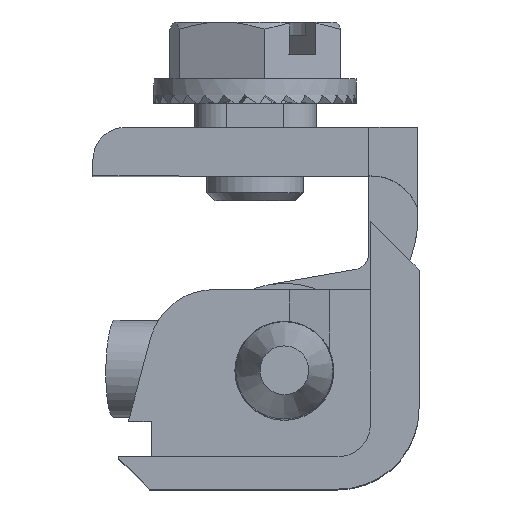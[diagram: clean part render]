
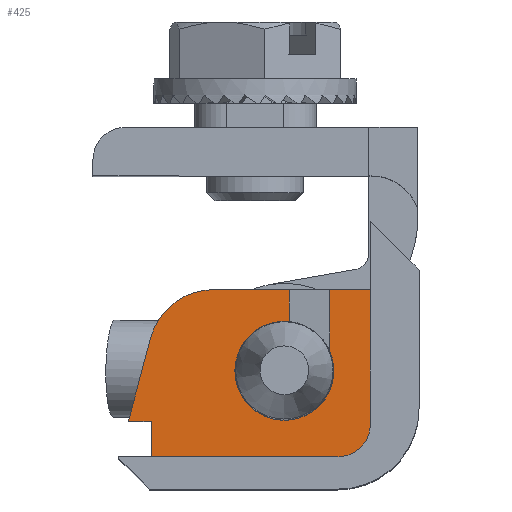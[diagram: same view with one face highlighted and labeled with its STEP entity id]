
A CAD part, top view. The second image highlights one B-rep face of the part: STEP entity #425.
In plain terms, the highlighted planar face has unit normal (0, 0, 1).
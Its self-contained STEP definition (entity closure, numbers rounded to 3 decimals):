
#425 = ADVANCED_FACE( '', ( #893 ), #894, .T. );
#893 = FACE_OUTER_BOUND( '', #1519, .T. );
#894 = PLANE( '', #1520 );
#1519 = EDGE_LOOP( '', ( #3309, #3310, #3311, #3312, #3313, #3314, #3315, #3316, #3317, #3318, #3319, #3320 ) );
#1520 = AXIS2_PLACEMENT_3D( '', #3321, #3322, #3323 );
#3309 = ORIENTED_EDGE( '', *, *, #4177, .F. );
#3310 = ORIENTED_EDGE( '', *, *, #4178, .T. );
#3311 = ORIENTED_EDGE( '', *, *, #4179, .T. );
#3312 = ORIENTED_EDGE( '', *, *, #4180, .T. );
#3313 = ORIENTED_EDGE( '', *, *, #4181, .F. );
#3314 = ORIENTED_EDGE( '', *, *, #4182, .T. );
#3315 = ORIENTED_EDGE( '', *, *, #4183, .F. );
#3316 = ORIENTED_EDGE( '', *, *, #4184, .F. );
#3317 = ORIENTED_EDGE( '', *, *, #4185, .F. );
#3318 = ORIENTED_EDGE( '', *, *, #4186, .F. );
#3319 = ORIENTED_EDGE( '', *, *, #4187, .T. );
#3320 = ORIENTED_EDGE( '', *, *, #4188, .F. );
#3321 = CARTESIAN_POINT( '', ( 6.182, -3.434, -4.25 ) );
#3322 = DIRECTION( '', ( 0., 0., 1. ) );
#3323 = DIRECTION( '', ( 0.966, -0.259, 0. ) );
#4177 = EDGE_CURVE( '', #5216, #5217, #5218, .T. );
#4178 = EDGE_CURVE( '', #5216, #5219, #5220, .T. );
#4179 = EDGE_CURVE( '', #5219, #5221, #5222, .F. );
#4180 = EDGE_CURVE( '', #5221, #5223, #5224, .T. );
#4181 = EDGE_CURVE( '', #5225, #5223, #5226, .T. );
#4182 = EDGE_CURVE( '', #5225, #5227, #5228, .T. );
#4183 = EDGE_CURVE( '', #5229, #5227, #5230, .T. );
#4184 = EDGE_CURVE( '', #5231, #5229, #5232, .T. );
#4185 = EDGE_CURVE( '', #5233, #5231, #5234, .T. );
#4186 = EDGE_CURVE( '', #5235, #5233, #5236, .T. );
#4187 = EDGE_CURVE( '', #5235, #5237, #5238, .T. );
#4188 = EDGE_CURVE( '', #5217, #5237, #5239, .T. );
#5216 = VERTEX_POINT( '', #6913 );
#5217 = VERTEX_POINT( '', #6914 );
#5218 = LINE( '', #6915, #6916 );
#5219 = VERTEX_POINT( '', #6917 );
#5220 = LINE( '', #6918, #6919 );
#5221 = VERTEX_POINT( '', #6920 );
#5222 = CIRCLE( '', #6921, 3.05 );
#5223 = VERTEX_POINT( '', #6922 );
#5224 = LINE( '', #6923, #6924 );
#5225 = VERTEX_POINT( '', #6925 );
#5226 = LINE( '', #6926, #6927 );
#5227 = VERTEX_POINT( '', #6928 );
#5228 = CIRCLE( '', #6929, 4. );
#5229 = VERTEX_POINT( '', #6930 );
#5230 = LINE( '', #6931, #6932 );
#5231 = VERTEX_POINT( '', #6933 );
#5232 = LINE( '', #6934, #6935 );
#5233 = VERTEX_POINT( '', #6936 );
#5234 = LINE( '', #6937, #6938 );
#5235 = VERTEX_POINT( '', #6939 );
#5236 = LINE( '', #6940, #6941 );
#5237 = VERTEX_POINT( '', #6942 );
#5238 = CIRCLE( '', #6943, 2. );
#5239 = LINE( '', #6944, #6945 );
#6913 = CARTESIAN_POINT( '', ( 3.682, 4.666, -4.25 ) );
#6914 = CARTESIAN_POINT( '', ( 6.182, 4.666, -4.25 ) );
#6915 = CARTESIAN_POINT( '', ( -6.558, 4.666, -4.25 ) );
#6916 = VECTOR( '', #7952, 1000. );
#6917 = CARTESIAN_POINT( '', ( 3.682, 0.875, -4.25 ) );
#6918 = CARTESIAN_POINT( '', ( 3.682, 4.166, -4.25 ) );
#6919 = VECTOR( '', #7953, 1000. );
#6920 = CARTESIAN_POINT( '', ( 1.182, 2.701, -4.25 ) );
#6921 = AXIS2_PLACEMENT_3D( '', #7954, #7955, #7956 );
#6922 = CARTESIAN_POINT( '', ( 1.182, 4.666, -4.25 ) );
#6923 = CARTESIAN_POINT( '', ( 1.182, 2.209, -4.25 ) );
#6924 = VECTOR( '', #7957, 1000. );
#6925 = CARTESIAN_POINT( '', ( -3.489, 4.666, -4.25 ) );
#6926 = CARTESIAN_POINT( '', ( -6.558, 4.666, -4.25 ) );
#6927 = VECTOR( '', #7958, 1000. );
#6928 = CARTESIAN_POINT( '', ( -7.353, 1.701, -4.25 ) );
#6929 = AXIS2_PLACEMENT_3D( '', #7959, #7960, #7961 );
#6930 = CARTESIAN_POINT( '', ( -8.729, -3.434, -4.25 ) );
#6931 = CARTESIAN_POINT( '', ( -8.729, -3.434, -4.25 ) );
#6932 = VECTOR( '', #7962, 1000. );
#6933 = CARTESIAN_POINT( '', ( -7.318, -3.434, -4.25 ) );
#6934 = CARTESIAN_POINT( '', ( -7.318, -3.434, -4.25 ) );
#6935 = VECTOR( '', #7963, 1000. );
#6936 = CARTESIAN_POINT( '', ( -7.318, -5.634, -4.25 ) );
#6937 = CARTESIAN_POINT( '', ( -7.318, -5.634, -4.25 ) );
#6938 = VECTOR( '', #7964, 1000. );
#6939 = CARTESIAN_POINT( '', ( 4.182, -5.634, -4.25 ) );
#6940 = CARTESIAN_POINT( '', ( 6.182, -5.634, -4.25 ) );
#6941 = VECTOR( '', #7965, 1000. );
#6942 = CARTESIAN_POINT( '', ( 6.182, -3.634, -4.25 ) );
#6943 = AXIS2_PLACEMENT_3D( '', #7966, #7967, #7968 );
#6944 = CARTESIAN_POINT( '', ( 6.182, 4.666, -4.25 ) );
#6945 = VECTOR( '', #7969, 1000. );
#7952 = DIRECTION( '', ( 1., 0., 0. ) );
#7953 = DIRECTION( '', ( 0., -1., 0. ) );
#7954 = CARTESIAN_POINT( '', ( 0.882, -0.334, -4.25 ) );
#7955 = DIRECTION( '', ( 0., 0., 1. ) );
#7956 = DIRECTION( '', ( 1., 0., 0. ) );
#7957 = DIRECTION( '', ( 0., 1., 0. ) );
#7958 = DIRECTION( '', ( 1., 0., 0. ) );
#7959 = CARTESIAN_POINT( '', ( -3.489, 0.666, -4.25 ) );
#7960 = DIRECTION( '', ( 0., 0., 1. ) );
#7961 = DIRECTION( '', ( 1., 0., 0. ) );
#7962 = DIRECTION( '', ( 0.259, 0.966, 0. ) );
#7963 = DIRECTION( '', ( -1., 0., 0. ) );
#7964 = DIRECTION( '', ( 0., 1., 0. ) );
#7965 = DIRECTION( '', ( -1., 0., 0. ) );
#7966 = CARTESIAN_POINT( '', ( 4.182, -3.634, -4.25 ) );
#7967 = DIRECTION( '', ( 0., 0., 1. ) );
#7968 = DIRECTION( '', ( 1., 0., 0. ) );
#7969 = DIRECTION( '', ( 0., -1., 0. ) );
